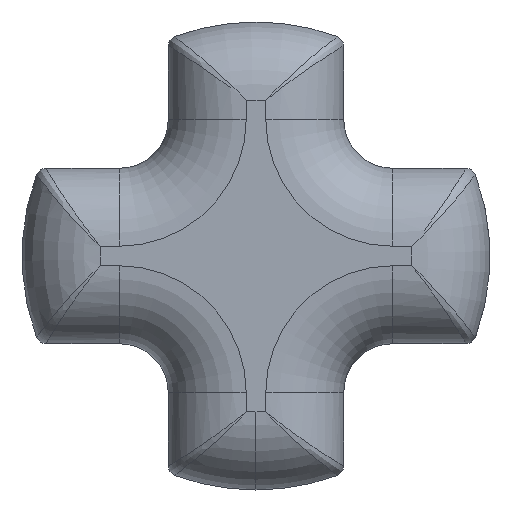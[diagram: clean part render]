
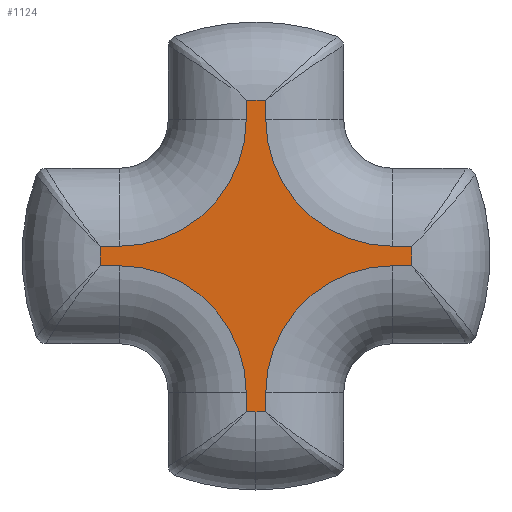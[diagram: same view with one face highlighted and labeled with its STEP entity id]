
A CAD part, left-side view. The second image highlights one B-rep face of the part: STEP entity #1124.
In plain terms, the highlighted planar face has unit normal (-1, 0, 0).
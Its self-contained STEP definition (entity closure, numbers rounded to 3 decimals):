
#5 = ORIENTED_EDGE ( 'NONE', *, *, #710, .T. ) ;
#6 = EDGE_CURVE ( 'NONE', #765, #308, #914, .T. ) ;
#32 = ORIENTED_EDGE ( 'NONE', *, *, #1764, .T. ) ;
#57 = DIRECTION ( 'NONE',  ( 0., 1., 0. ) ) ;
#79 = FACE_OUTER_BOUND ( 'NONE', #311, .T. ) ;
#120 = LINE ( 'NONE', #427, #2143 ) ;
#127 = CARTESIAN_POINT ( 'NONE',  ( 0., -1.4, -1.4 ) ) ;
#128 = VERTEX_POINT ( 'NONE', #1830 ) ;
#149 = EDGE_CURVE ( 'NONE', #2552, #765, #770, .T. ) ;
#165 = VERTEX_POINT ( 'NONE', #1455 ) ;
#188 = DIRECTION ( 'NONE',  ( 0., 0., -1. ) ) ;
#192 = EDGE_CURVE ( 'NONE', #1572, #2527, #1755, .T. ) ;
#214 = EDGE_CURVE ( 'NONE', #581, #2312, #1699, .T. ) ;
#235 = VECTOR ( 'NONE', #582, 1000. ) ;
#271 = CIRCLE ( 'NONE', #830, 1.6 ) ;
#308 = VERTEX_POINT ( 'NONE', #1780 ) ;
#311 = EDGE_LOOP ( 'NONE', ( #1992, #1980, #786, #1906, #1884, #1227, #1409, #1595, #32, #779, #2546, #1180, #5, #1933, #527, #730, #1841 ) ) ;
#321 = DIRECTION ( 'NONE',  ( 0., 0., -1. ) ) ;
#359 = VECTOR ( 'NONE', #1445, 1000. ) ;
#380 = CARTESIAN_POINT ( 'NONE',  ( 0., 0., 0. ) ) ;
#404 = VERTEX_POINT ( 'NONE', #1458 ) ;
#420 = CARTESIAN_POINT ( 'NONE',  ( 0., 1.4, 1.4 ) ) ;
#427 = CARTESIAN_POINT ( 'NONE',  ( 0., -0.1, 0.8 ) ) ;
#437 = CARTESIAN_POINT ( 'NONE',  ( 0., 2.156, 0.1 ) ) ;
#447 = EDGE_CURVE ( 'NONE', #994, #1572, #1854, .T. ) ;
#458 = CARTESIAN_POINT ( 'NONE',  ( 0., 0.1, 0.8 ) ) ;
#475 = LINE ( 'NONE', #2009, #988 ) ;
#487 = DIRECTION ( 'NONE',  ( 1., 0., 0. ) ) ;
#498 = AXIS2_PLACEMENT_3D ( 'NONE', #380, #1558, #188 ) ;
#527 = ORIENTED_EDGE ( 'NONE', *, *, #192, .T. ) ;
#572 = CARTESIAN_POINT ( 'NONE',  ( 0., 2.156, -0.1 ) ) ;
#581 = VERTEX_POINT ( 'NONE', #1988 ) ;
#582 = DIRECTION ( 'NONE',  ( 0., -1., 0. ) ) ;
#587 = CARTESIAN_POINT ( 'NONE',  ( 0., 0., 0. ) ) ;
#602 = EDGE_CURVE ( 'NONE', #1513, #1523, #1732, .T. ) ;
#607 = VERTEX_POINT ( 'NONE', #1406 ) ;
#610 = DIRECTION ( 'NONE',  ( 0., 0., -1. ) ) ;
#616 = VECTOR ( 'NONE', #1242, 1000. ) ;
#667 = VERTEX_POINT ( 'NONE', #820 ) ;
#704 = CARTESIAN_POINT ( 'NONE',  ( 0., 1.597, -0.1 ) ) ;
#710 = EDGE_CURVE ( 'NONE', #404, #994, #1144, .T. ) ;
#715 = AXIS2_PLACEMENT_3D ( 'NONE', #420, #1798, #610 ) ;
#730 = ORIENTED_EDGE ( 'NONE', *, *, #2476, .T. ) ;
#765 = VERTEX_POINT ( 'NONE', #1069 ) ;
#770 = LINE ( 'NONE', #1051, #1328 ) ;
#779 = ORIENTED_EDGE ( 'NONE', *, *, #1510, .T. ) ;
#786 = ORIENTED_EDGE ( 'NONE', *, *, #1189, .T. ) ;
#790 = DIRECTION ( 'NONE',  ( 0., 0., -1. ) ) ;
#820 = CARTESIAN_POINT ( 'NONE',  ( 0., -1.597, -0.1 ) ) ;
#830 = AXIS2_PLACEMENT_3D ( 'NONE', #1146, #2526, #1350 ) ;
#914 = CIRCLE ( 'NONE', #1480, 1.3 ) ;
#961 = DIRECTION ( 'NONE',  ( -1., 0., 0. ) ) ;
#965 = EDGE_CURVE ( 'NONE', #667, #404, #1245, .T. ) ;
#984 = CARTESIAN_POINT ( 'NONE',  ( 0., -1.4, 0.1 ) ) ;
#988 = VECTOR ( 'NONE', #2210, 1000. ) ;
#990 = CARTESIAN_POINT ( 'NONE',  ( 0., 1.4, -1.4 ) ) ;
#994 = VERTEX_POINT ( 'NONE', #984 ) ;
#1018 = AXIS2_PLACEMENT_3D ( 'NONE', #1669, #487, #1873 ) ;
#1027 = DIRECTION ( 'NONE',  ( -1., 0., 0. ) ) ;
#1051 = CARTESIAN_POINT ( 'NONE',  ( 0., 2.156, -0.1 ) ) ;
#1069 = CARTESIAN_POINT ( 'NONE',  ( 0., 1.4, -0.1 ) ) ;
#1092 = CARTESIAN_POINT ( 'NONE',  ( 0., 1.4, 0.1 ) ) ;
#1124 = ADVANCED_FACE ( 'NONE', ( #79 ), #1914, .F. ) ;
#1125 = VERTEX_POINT ( 'NONE', #1414 ) ;
#1141 = CARTESIAN_POINT ( 'NONE',  ( 0., -0.1, 1.4 ) ) ;
#1144 = LINE ( 'NONE', #2226, #616 ) ;
#1146 = CARTESIAN_POINT ( 'NONE',  ( 0., 0., 0. ) ) ;
#1170 = VECTOR ( 'NONE', #2330, 1000. ) ;
#1180 = ORIENTED_EDGE ( 'NONE', *, *, #965, .T. ) ;
#1189 = EDGE_CURVE ( 'NONE', #165, #2552, #2378, .T. ) ;
#1227 = ORIENTED_EDGE ( 'NONE', *, *, #2300, .T. ) ;
#1242 = DIRECTION ( 'NONE',  ( 0., 1., 0. ) ) ;
#1244 = EDGE_CURVE ( 'NONE', #1125, #667, #1790, .T. ) ;
#1245 = CIRCLE ( 'NONE', #2257, 1.6 ) ;
#1274 = CARTESIAN_POINT ( 'NONE',  ( 0., -0.1, -1.597 ) ) ;
#1301 = AXIS2_PLACEMENT_3D ( 'NONE', #2106, #2506, #1329 ) ;
#1328 = VECTOR ( 'NONE', #2434, 1000. ) ;
#1329 = DIRECTION ( 'NONE',  ( 0., 0., -1. ) ) ;
#1350 = DIRECTION ( 'NONE',  ( 0., 0., -1. ) ) ;
#1355 = CARTESIAN_POINT ( 'NONE',  ( 0., 0.1, -1.597 ) ) ;
#1374 = DIRECTION ( 'NONE',  ( 0., 0., -1. ) ) ;
#1402 = LINE ( 'NONE', #458, #359 ) ;
#1406 = CARTESIAN_POINT ( 'NONE',  ( 0., 0.1, 1.597 ) ) ;
#1409 = ORIENTED_EDGE ( 'NONE', *, *, #2030, .T. ) ;
#1414 = CARTESIAN_POINT ( 'NONE',  ( 0., -1.4, -0.1 ) ) ;
#1445 = DIRECTION ( 'NONE',  ( 0., 0., -1. ) ) ;
#1455 = CARTESIAN_POINT ( 'NONE',  ( 0., 1.597, 0.1 ) ) ;
#1458 = CARTESIAN_POINT ( 'NONE',  ( 0., -1.597, 0.1 ) ) ;
#1480 = AXIS2_PLACEMENT_3D ( 'NONE', #990, #1594, #1374 ) ;
#1500 = DIRECTION ( 'NONE',  ( 1., 0., 0. ) ) ;
#1501 = VECTOR ( 'NONE', #57, 1000. ) ;
#1510 = EDGE_CURVE ( 'NONE', #128, #1125, #2229, .T. ) ;
#1513 = VERTEX_POINT ( 'NONE', #2474 ) ;
#1523 = VERTEX_POINT ( 'NONE', #1092 ) ;
#1558 = DIRECTION ( 'NONE',  ( -1., 0., 0. ) ) ;
#1559 = LINE ( 'NONE', #437, #1501 ) ;
#1572 = VERTEX_POINT ( 'NONE', #1141 ) ;
#1585 = VERTEX_POINT ( 'NONE', #1355 ) ;
#1594 = DIRECTION ( 'NONE',  ( 1., 0., 0. ) ) ;
#1595 = ORIENTED_EDGE ( 'NONE', *, *, #214, .T. ) ;
#1669 = CARTESIAN_POINT ( 'NONE',  ( 0., -1.4, 1.4 ) ) ;
#1699 = CIRCLE ( 'NONE', #498, 1.6 ) ;
#1732 = CIRCLE ( 'NONE', #715, 1.3 ) ;
#1755 = LINE ( 'NONE', #1946, #1170 ) ;
#1764 = EDGE_CURVE ( 'NONE', #2312, #128, #120, .T. ) ;
#1780 = CARTESIAN_POINT ( 'NONE',  ( 0., 0.1, -1.4 ) ) ;
#1790 = LINE ( 'NONE', #572, #235 ) ;
#1798 = DIRECTION ( 'NONE',  ( 1., 0., 0. ) ) ;
#1807 = DIRECTION ( 'NONE',  ( 0., 0., 1. ) ) ;
#1825 = AXIS2_PLACEMENT_3D ( 'NONE', #2155, #961, #2346 ) ;
#1830 = CARTESIAN_POINT ( 'NONE',  ( 0., -0.1, -1.4 ) ) ;
#1841 = ORIENTED_EDGE ( 'NONE', *, *, #2219, .T. ) ;
#1853 = EDGE_CURVE ( 'NONE', #1523, #165, #1559, .T. ) ;
#1854 = CIRCLE ( 'NONE', #1018, 1.3 ) ;
#1873 = DIRECTION ( 'NONE',  ( 0., 0., -1. ) ) ;
#1884 = ORIENTED_EDGE ( 'NONE', *, *, #6, .T. ) ;
#1906 = ORIENTED_EDGE ( 'NONE', *, *, #149, .T. ) ;
#1914 = PLANE ( 'NONE',  #1301 ) ;
#1933 = ORIENTED_EDGE ( 'NONE', *, *, #447, .T. ) ;
#1946 = CARTESIAN_POINT ( 'NONE',  ( 0., -0.1, 0.8 ) ) ;
#1975 = DIRECTION ( 'NONE',  ( -1., 0., 0. ) ) ;
#1980 = ORIENTED_EDGE ( 'NONE', *, *, #1853, .T. ) ;
#1988 = CARTESIAN_POINT ( 'NONE',  ( 0., 0., -1.6 ) ) ;
#1992 = ORIENTED_EDGE ( 'NONE', *, *, #602, .T. ) ;
#2009 = CARTESIAN_POINT ( 'NONE',  ( 0., 0.1, 0.8 ) ) ;
#2030 = EDGE_CURVE ( 'NONE', #1585, #581, #271, .T. ) ;
#2069 = CARTESIAN_POINT ( 'NONE',  ( 0., -0.1, 1.597 ) ) ;
#2106 = CARTESIAN_POINT ( 'NONE',  ( 0., 2.156, 0.8 ) ) ;
#2140 = CIRCLE ( 'NONE', #2246, 1.6 ) ;
#2143 = VECTOR ( 'NONE', #1807, 1000. ) ;
#2155 = CARTESIAN_POINT ( 'NONE',  ( 0., 0., 0. ) ) ;
#2173 = AXIS2_PLACEMENT_3D ( 'NONE', #127, #1500, #321 ) ;
#2210 = DIRECTION ( 'NONE',  ( 0., 0., -1. ) ) ;
#2219 = EDGE_CURVE ( 'NONE', #607, #1513, #475, .T. ) ;
#2221 = CARTESIAN_POINT ( 'NONE',  ( 0., 0., 0. ) ) ;
#2226 = CARTESIAN_POINT ( 'NONE',  ( 0., 2.156, 0.1 ) ) ;
#2229 = CIRCLE ( 'NONE', #2173, 1.3 ) ;
#2246 = AXIS2_PLACEMENT_3D ( 'NONE', #2221, #1027, #2415 ) ;
#2257 = AXIS2_PLACEMENT_3D ( 'NONE', #587, #1975, #790 ) ;
#2300 = EDGE_CURVE ( 'NONE', #308, #1585, #1402, .T. ) ;
#2312 = VERTEX_POINT ( 'NONE', #1274 ) ;
#2330 = DIRECTION ( 'NONE',  ( 0., 0., 1. ) ) ;
#2346 = DIRECTION ( 'NONE',  ( 0., 0., -1. ) ) ;
#2378 = CIRCLE ( 'NONE', #1825, 1.6 ) ;
#2415 = DIRECTION ( 'NONE',  ( 0., 0., -1. ) ) ;
#2434 = DIRECTION ( 'NONE',  ( 0., -1., 0. ) ) ;
#2474 = CARTESIAN_POINT ( 'NONE',  ( 0., 0.1, 1.4 ) ) ;
#2476 = EDGE_CURVE ( 'NONE', #2527, #607, #2140, .T. ) ;
#2506 = DIRECTION ( 'NONE',  ( 1., 0., 0. ) ) ;
#2526 = DIRECTION ( 'NONE',  ( -1., 0., 0. ) ) ;
#2527 = VERTEX_POINT ( 'NONE', #2069 ) ;
#2546 = ORIENTED_EDGE ( 'NONE', *, *, #1244, .T. ) ;
#2552 = VERTEX_POINT ( 'NONE', #704 ) ;
